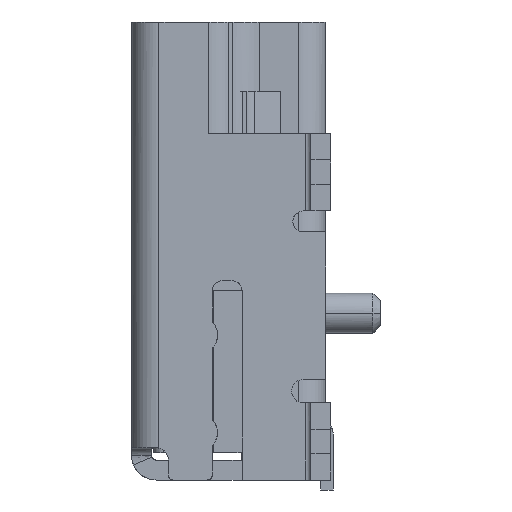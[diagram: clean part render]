
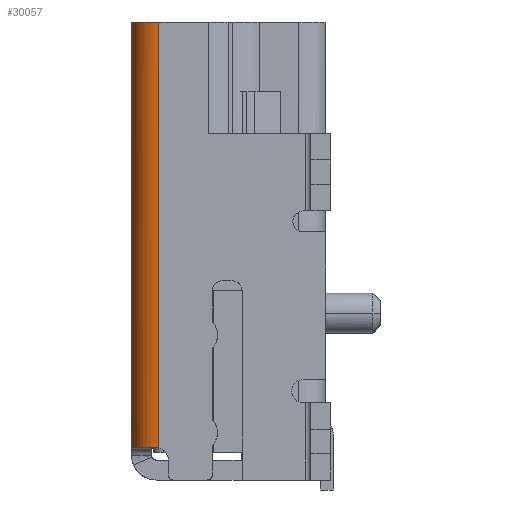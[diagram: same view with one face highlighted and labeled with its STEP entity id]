
A CAD part, left-side view. The second image highlights one B-rep face of the part: STEP entity #30057.
In plain terms, the highlighted cylindrical face has radius 0.55 mm (diameter 1.1 mm), a partial arc.
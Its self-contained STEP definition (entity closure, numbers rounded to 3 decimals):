
#340 = ORIENTED_EDGE ( 'NONE', *, *, #29194, .F. ) ;
#955 = CARTESIAN_POINT ( 'NONE',  ( 20.485, 6.112, 0.785 ) ) ;
#1224 = B_SPLINE_CURVE_WITH_KNOTS ( 'NONE', 3,
 ( #10100, #23087, #16724, #3664 ),
 .UNSPECIFIED., .F., .F.,
 ( 4, 4 ),
 ( 0., 1. ),
 .UNSPECIFIED. ) ;
#1347 = CARTESIAN_POINT ( 'NONE',  ( 20.046, 5.893, 0.818 ) ) ;
#1446 = CARTESIAN_POINT ( 'NONE',  ( 19.946, 5.689, 9.368 ) ) ;
#1977 = CARTESIAN_POINT ( 'NONE',  ( 19.963, 5.75, 0.818 ) ) ;
#2168 = CARTESIAN_POINT ( 'NONE',  ( 19.938, 5.623, 0.818 ) ) ;
#2395 = CARTESIAN_POINT ( 'NONE',  ( 20.485, 6.112, 9.368 ) ) ;
#2791 = AXIS2_PLACEMENT_3D ( 'NONE', #31989, #40900, #2810 ) ;
#2810 = DIRECTION ( 'NONE',  ( 0., -1., 0. ) ) ;
#3201 = CARTESIAN_POINT ( 'NONE',  ( 20.328, 6.09, 9.368 ) ) ;
#3346 = CARTESIAN_POINT ( 'NONE',  ( 19.935, 5.562, 9.368 ) ) ;
#3664 = CARTESIAN_POINT ( 'NONE',  ( 19.935, 5.562, 9.368 ) ) ;
#3828 = CARTESIAN_POINT ( 'NONE',  ( 20.118, 5.973, 9.368 ) ) ;
#4715 = EDGE_CURVE ( 'NONE', #7808, #8532, #10756, .T. ) ;
#4765 = CARTESIAN_POINT ( 'NONE',  ( 20.128, 5.997, 0.818 ) ) ;
#5183 = CARTESIAN_POINT ( 'NONE',  ( 20.485, 6.112, 0.785 ) ) ;
#5373 = CARTESIAN_POINT ( 'NONE',  ( 19.936, 5.602, 0.818 ) ) ;
#5818 = VERTEX_POINT ( 'NONE', #13728 ) ;
#6420 = CARTESIAN_POINT ( 'NONE',  ( 20.485, 6.112, 9.368 ) ) ;
#6782 = CARTESIAN_POINT ( 'NONE',  ( 20.36, 6.098, 0.818 ) ) ;
#7455 = CARTESIAN_POINT ( 'NONE',  ( 19.935, 5.562, 9.368 ) ) ;
#7808 = VERTEX_POINT ( 'NONE', #18811 ) ;
#8532 = VERTEX_POINT ( 'NONE', #33908 ) ;
#9329 = ORIENTED_EDGE ( 'NONE', *, *, #40658, .T. ) ;
#10100 = CARTESIAN_POINT ( 'NONE',  ( 19.935, 5.562, 0.811 ) ) ;
#10257 = CARTESIAN_POINT ( 'NONE',  ( 20.084, 5.939, 9.368 ) ) ;
#10735 = EDGE_LOOP ( 'NONE', ( #9329, #22370, #18935, #41283, #11893, #340 ) ) ;
#10756 = B_SPLINE_CURVE_WITH_KNOTS ( 'NONE', 3,
 ( #14587, #11176, #1977, #40915, #27774, #14798, #1347, #4765, #24817, #20782 ),
 .UNSPECIFIED., .F., .F.,
 ( 4, 1, 1, 2, 2, 4 ),
 ( 0., 0.25, 0.375, 0.438, 0.5, 1. ),
 .UNSPECIFIED. ) ;
#11176 = CARTESIAN_POINT ( 'NONE',  ( 19.944, 5.675, 0.818 ) ) ;
#11893 = ORIENTED_EDGE ( 'NONE', *, *, #4715, .F. ) ;
#13185 = CARTESIAN_POINT ( 'NONE',  ( 20.404, 6.108, 0.818 ) ) ;
#13196 = B_SPLINE_CURVE_WITH_KNOTS ( 'NONE', 3,
 ( #5183, #15642, #31573, #2395 ),
 .UNSPECIFIED., .F., .F.,
 ( 4, 4 ),
 ( 0., 1. ),
 .UNSPECIFIED. ) ;
#13443 = CARTESIAN_POINT ( 'NONE',  ( 20.097, 5.953, 9.368 ) ) ;
#13728 = CARTESIAN_POINT ( 'NONE',  ( 19.935, 5.562, 0.811 ) ) ;
#14075 = CARTESIAN_POINT ( 'NONE',  ( 19.935, 5.627, 9.368 ) ) ;
#14587 = CARTESIAN_POINT ( 'NONE',  ( 19.938, 5.623, 0.818 ) ) ;
#14798 = CARTESIAN_POINT ( 'NONE',  ( 20.039, 5.884, 0.818 ) ) ;
#15642 = CARTESIAN_POINT ( 'NONE',  ( 20.485, 6.112, 3.646 ) ) ;
#16679 = CARTESIAN_POINT ( 'NONE',  ( 20.17, 6.016, 9.368 ) ) ;
#16724 = CARTESIAN_POINT ( 'NONE',  ( 19.935, 5.562, 6.516 ) ) ;
#16744 = B_SPLINE_CURVE_WITH_KNOTS ( 'NONE', 3,
 ( #21583, #18415, #5373, #2168 ),
 .UNSPECIFIED., .F., .F.,
 ( 4, 4 ),
 ( 0., 1. ),
 .UNSPECIFIED. ) ;
#16871 = CARTESIAN_POINT ( 'NONE',  ( 20.048, 5.899, 9.368 ) ) ;
#17488 = CARTESIAN_POINT ( 'NONE',  ( 19.973, 5.764, 9.368 ) ) ;
#18415 = CARTESIAN_POINT ( 'NONE',  ( 19.935, 5.582, 0.816 ) ) ;
#18811 = CARTESIAN_POINT ( 'NONE',  ( 19.938, 5.623, 0.818 ) ) ;
#18935 = ORIENTED_EDGE ( 'NONE', *, *, #21688, .F. ) ;
#19857 = CARTESIAN_POINT ( 'NONE',  ( 20.386, 6.106, 9.368 ) ) ;
#20262 = CARTESIAN_POINT ( 'NONE',  ( 19.995, 5.812, 9.368 ) ) ;
#20782 = CARTESIAN_POINT ( 'NONE',  ( 20.36, 6.098, 0.818 ) ) ;
#21583 = CARTESIAN_POINT ( 'NONE',  ( 19.935, 5.562, 0.811 ) ) ;
#21688 = EDGE_CURVE ( 'NONE', #26726, #32897, #13196, .T. ) ;
#21996 = EDGE_CURVE ( 'NONE', #26726, #8532, #32910, .T. ) ;
#22370 = ORIENTED_EDGE ( 'NONE', *, *, #22749, .F. ) ;
#22749 = EDGE_CURVE ( 'NONE', #32897, #30946, #30775, .T. ) ;
#23087 = CARTESIAN_POINT ( 'NONE',  ( 19.935, 5.562, 3.663 ) ) ;
#23188 = CARTESIAN_POINT ( 'NONE',  ( 20.446, 6.112, 0.807 ) ) ;
#23248 = CARTESIAN_POINT ( 'NONE',  ( 20.271, 6.069, 9.368 ) ) ;
#23885 = CARTESIAN_POINT ( 'NONE',  ( 20.485, 6.112, 0.785 ) ) ;
#24817 = CARTESIAN_POINT ( 'NONE',  ( 20.235, 6.068, 0.818 ) ) ;
#25208 = CYLINDRICAL_SURFACE ( 'NONE', #2791, 0.55 ) ;
#26634 = CARTESIAN_POINT ( 'NONE',  ( 19.98, 5.781, 9.368 ) ) ;
#26726 = VERTEX_POINT ( 'NONE', #23885 ) ;
#27774 = CARTESIAN_POINT ( 'NONE',  ( 20.024, 5.862, 0.818 ) ) ;
#29194 = EDGE_CURVE ( 'NONE', #5818, #7808, #16744, .T. ) ;
#29249 = CARTESIAN_POINT ( 'NONE',  ( 20.485, 6.112, 9.368 ) ) ;
#29418 = CARTESIAN_POINT ( 'NONE',  ( 20.445, 6.112, 9.368 ) ) ;
#29823 = CARTESIAN_POINT ( 'NONE',  ( 20.019, 5.858, 9.368 ) ) ;
#30057 = ADVANCED_FACE ( 'NONE', ( #35347 ), #25208, .T. ) ;
#30775 = B_SPLINE_CURVE_WITH_KNOTS ( 'NONE', 3,
 ( #6420, #29418, #19857, #3201, #32377, #23248, #32800, #16679, #3828, #13443, #10257, #36151, #16871, #29823, #20262, #26634, #17488, #1446, #14075, #7455 ),
 .UNSPECIFIED., .F., .F.,
 ( 4, 1, 2, 2, 1, 1, 2, 2, 1, 2, 2, 4 ),
 ( 0., 0.125, 0.188, 0.25, 0.375, 0.438, 0.469, 0.5, 0.625, 0.688, 0.75, 1. ),
 .UNSPECIFIED. ) ;
#30946 = VERTEX_POINT ( 'NONE', #3346 ) ;
#31573 = CARTESIAN_POINT ( 'NONE',  ( 20.485, 6.112, 6.507 ) ) ;
#31989 = CARTESIAN_POINT ( 'NONE',  ( 20.485, 5.562, 0.777 ) ) ;
#32377 = CARTESIAN_POINT ( 'NONE',  ( 20.291, 6.077, 9.368 ) ) ;
#32800 = CARTESIAN_POINT ( 'NONE',  ( 20.219, 6.045, 9.368 ) ) ;
#32897 = VERTEX_POINT ( 'NONE', #29249 ) ;
#32910 = B_SPLINE_CURVE_WITH_KNOTS ( 'NONE', 3,
 ( #955, #23188, #13185, #6782 ),
 .UNSPECIFIED., .F., .F.,
 ( 4, 4 ),
 ( 0., 1. ),
 .UNSPECIFIED. ) ;
#33908 = CARTESIAN_POINT ( 'NONE',  ( 20.36, 6.098, 0.818 ) ) ;
#35347 = FACE_OUTER_BOUND ( 'NONE', #10735, .T. ) ;
#36151 = CARTESIAN_POINT ( 'NONE',  ( 20.076, 5.93, 9.368 ) ) ;
#40658 = EDGE_CURVE ( 'NONE', #5818, #30946, #1224, .T. ) ;
#40900 = DIRECTION ( 'NONE',  ( 0., 0., 1. ) ) ;
#40915 = CARTESIAN_POINT ( 'NONE',  ( 20.003, 5.83, 0.818 ) ) ;
#41283 = ORIENTED_EDGE ( 'NONE', *, *, #21996, .T. ) ;
